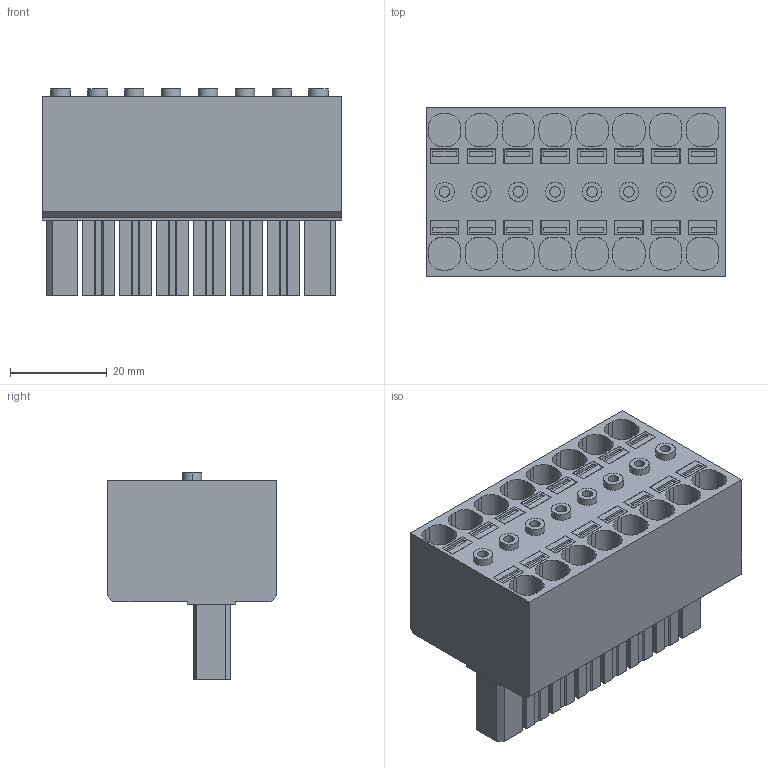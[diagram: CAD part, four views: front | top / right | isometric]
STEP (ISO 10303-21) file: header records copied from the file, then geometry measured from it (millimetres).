
FILE_DESCRIPTION(('CATIA V5 STEP Exchange','CAx-IF Rec.Pracs.--- Model Styling and Organization---1.4--- 2014-01-23'),'2;1');
FILE_NAME ('1208081-3_0_2720480000_2720480000.stp','2020-07-22T07:33:27+00:00',('none'),('Weidmueller'),'CATIA Version 5-6 Release 2016','CATIA V5 STEP AP214','none');
FILE_SCHEMA(('AUTOMOTIVE_DESIGN { 1 0 10303 214 1 1 1 1 }'));
Length unit declared in the file: millimetre
Products named in the file (1): 2720480000
Bounding box: 61.96 x 35.05 x 42.58 mm (x, y, z)
Volume: 55906.5 mm3; surface area: 19747.1 mm2
Topology: 17 solids, 17 shells, 864 faces, 2154 edges, 1436 vertices
Faces by surface type: plane 768, cylinder 96
Entity records: 24474 total; most frequent: CARTESIAN_POINT 4400, ORIENTED_EDGE 4308, DIRECTION 3211, EDGE_CURVE 2154, VECTOR 1962, LINE 1962, VERTEX_POINT 1436, EDGE_LOOP 976
